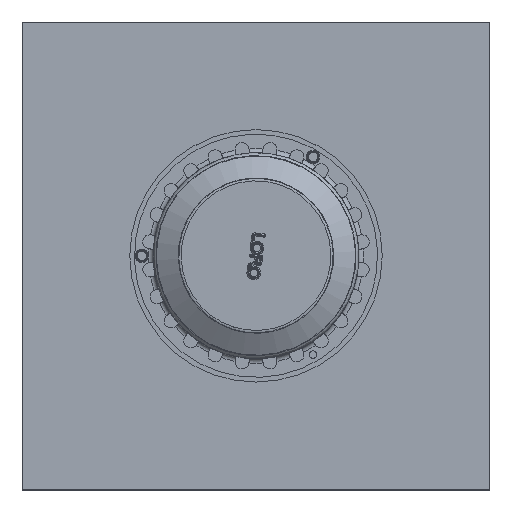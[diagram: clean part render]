
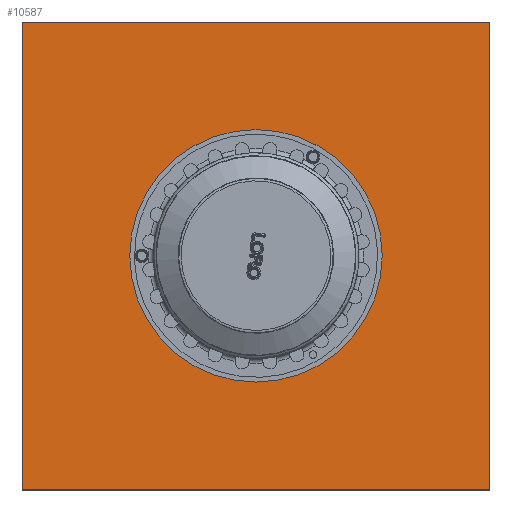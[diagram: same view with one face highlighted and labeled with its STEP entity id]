
A CAD part, top view. The second image highlights one B-rep face of the part: STEP entity #10587.
In plain terms, the highlighted planar face has unit normal (0, 0, 1).
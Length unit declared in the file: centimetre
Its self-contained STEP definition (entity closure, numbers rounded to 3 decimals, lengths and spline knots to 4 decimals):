
#721=FACE_BOUND('',#1727,.T.);
#805=PLANE('',#11405);
#1079=FACE_OUTER_BOUND('',#1726,.T.);
#1726=EDGE_LOOP('',(#7432,#7433,#7434,#7435));
#1727=EDGE_LOOP('',(#7436));
#2360=LINE('',#16262,#2978);
#2361=LINE('',#16264,#2979);
#2362=LINE('',#16266,#2980);
#2363=LINE('',#16267,#2981);
#2978=VECTOR('',#13098,1.);
#2979=VECTOR('',#13099,1.);
#2980=VECTOR('',#13100,1.);
#2981=VECTOR('',#13101,1.);
#3673=CIRCLE('',#11369,78.2516);
#4345=VERTEX_POINT('',#16191);
#4367=VERTEX_POINT('',#16260);
#4368=VERTEX_POINT('',#16261);
#4369=VERTEX_POINT('',#16263);
#4370=VERTEX_POINT('',#16265);
#5489=EDGE_CURVE('',#4345,#4345,#3673,.T.);
#5522=EDGE_CURVE('',#4367,#4368,#2360,.T.);
#5523=EDGE_CURVE('',#4369,#4367,#2361,.T.);
#5524=EDGE_CURVE('',#4370,#4369,#2362,.T.);
#5525=EDGE_CURVE('',#4368,#4370,#2363,.T.);
#7432=ORIENTED_EDGE('',*,*,#5522,.F.);
#7433=ORIENTED_EDGE('',*,*,#5523,.F.);
#7434=ORIENTED_EDGE('',*,*,#5524,.F.);
#7435=ORIENTED_EDGE('',*,*,#5525,.F.);
#7436=ORIENTED_EDGE('',*,*,#5489,.T.);
#10587=ADVANCED_FACE('',(#1079,#721),#805,.T.);
#11369=AXIS2_PLACEMENT_3D('',#16192,#13014,#13015);
#11405=AXIS2_PLACEMENT_3D('',#16259,#13096,#13097);
#13014=DIRECTION('center_axis',(0.,0.,-1.));
#13015=DIRECTION('ref_axis',(1.,0.,0.));
#13096=DIRECTION('center_axis',(0.,0.,1.));
#13097=DIRECTION('ref_axis',(-1.,0.,0.));
#13098=DIRECTION('',(-1.,0.,0.));
#13099=DIRECTION('',(0.,-1.,0.));
#13100=DIRECTION('',(1.,0.,0.));
#13101=DIRECTION('',(0.,1.,0.));
#16191=CARTESIAN_POINT('',(1302.1167,271.533,309.2019));
#16192=CARTESIAN_POINT('Origin',(1302.1167,349.7846,309.2019));
#16259=CARTESIAN_POINT('Origin',(1302.1167,349.7846,309.2019));
#16260=CARTESIAN_POINT('',(1552.1167,99.7846,309.2019));
#16261=CARTESIAN_POINT('',(1052.1167,99.7846,309.2019));
#16262=CARTESIAN_POINT('',(1302.1167,99.7846,309.2019));
#16263=CARTESIAN_POINT('',(1552.1167,599.7846,309.2019));
#16264=CARTESIAN_POINT('',(1552.1167,349.7846,309.2019));
#16265=CARTESIAN_POINT('',(1052.1167,599.7846,309.2019));
#16266=CARTESIAN_POINT('',(1302.1167,599.7846,309.2019));
#16267=CARTESIAN_POINT('',(1052.1167,349.7846,309.2019));
